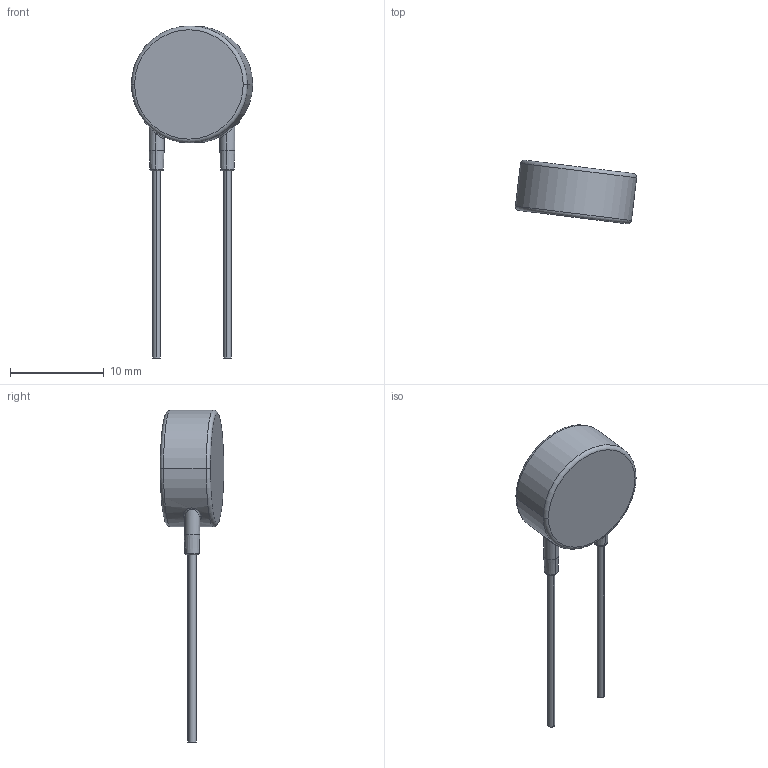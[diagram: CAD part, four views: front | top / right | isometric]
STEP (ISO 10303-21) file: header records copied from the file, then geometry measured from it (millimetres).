
FILE_DESCRIPTION(('FreeCAD Model'),'2;1');
FILE_NAME('MOV-10D180K.step','2017-05-16T17:58:11',( 'kicad StepUp'),('ksu MCAD'),'Open CASCADE STEP processor 6.8', 'FreeCAD','Unknown');
FILE_SCHEMA(('AUTOMOTIVE_DESIGN_CC2 { 1 2 10303 214 -1 1 5 4 }'));
Length unit declared in the file: millimetre
Products named in the file (2): ASSEMBLY; MOV-10D180K
Assembly tree (1 placements, depth 2):
  ASSEMBLY
    MOV-10D180K
Bounding box: 12.97 x 6.79 x 35.5 mm (x, y, z)
Volume: 696.6 mm3; surface area: 583 mm2
Topology: 1 solids, 1 shells, 32 faces, 62 edges, 36 vertices
Faces by surface type: cylinder 10, torus 8, plane 6, bspline 4, cone 4
Entity records: 1529 total; most frequent: CARTESIAN_POINT 836, DIRECTION 154, ORIENTED_EDGE 124, AXIS2_PLACEMENT_3D 70, EDGE_CURVE 62, CIRCLE 40, FACE_BOUND 36, EDGE_LOOP 36
